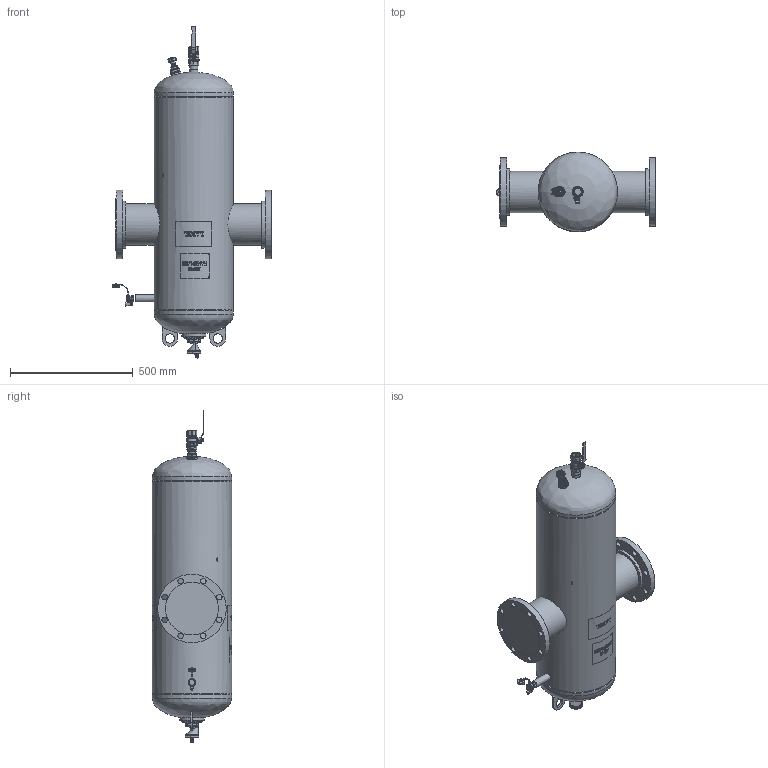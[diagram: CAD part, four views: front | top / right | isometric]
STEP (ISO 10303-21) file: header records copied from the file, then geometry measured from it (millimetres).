
FILE_DESCRIPTION(/* description */ (''),/* implementation_level */ '2;1');
FILE_NAME(/* name */ 'NA546150A.stp',/* time_stamp */ '2025-05-13T09:02:04-05:00',/* author */ ('mschreiner'),/* organization */ (''),/* preprocessor_version */ 'ST-DEVELOPER v20',/* originating_system */ 'Autodesk Inventor 2024',/* authorisation */ '');
FILE_SCHEMA (('AUTOMOTIVE_DESIGN { 1 0 10303 214 3 1 1 }'));
Length unit declared in the file: inch
Products named in the file (1): NA546150A_Simplify_1
Bounding box: 649.6 x 324.68 x 1354.49 mm (x, y, z)
Volume: 93316041.9 mm3; surface area: 1629382.9 mm2
Topology: 3 solids, 3 shells, 2148 faces, 5929 edges, 3839 vertices
Faces by surface type: cylinder 850, plane 673, bspline 461, torus 74, cone 73, sphere 17
Full cylindrical faces by diameter (mm): 3.941 x2, 5.4 x1, 8 x1, 9 x1, 11 x1, 12 x1, 15.7 x1, 16 x1, 17.5 x1, 17.838 x1, 22.352 x16, 22.5 x1, 26.6 x1, 28.575 x1, 30 x1, 31 x1, 33.3 x2, 33.401 x1, 37.3 x2, 38 x1, 38.1 x2, 42 x1, 42.5 x1, 43.5 x1, 44.6 x1, 49.85 x1, 81.788 x1, 99.06 x1, 168.275 x2, 192.024 x2
Entity records: 142799 total; most frequent: CARTESIAN_POINT 90078, ORIENTED_EDGE 11808, DIRECTION 8854, EDGE_CURVE 5904, VERTEX_POINT 3839, AXIS2_PLACEMENT_3D 3398, EDGE_LOOP 2263, STYLED_ITEM 2151
